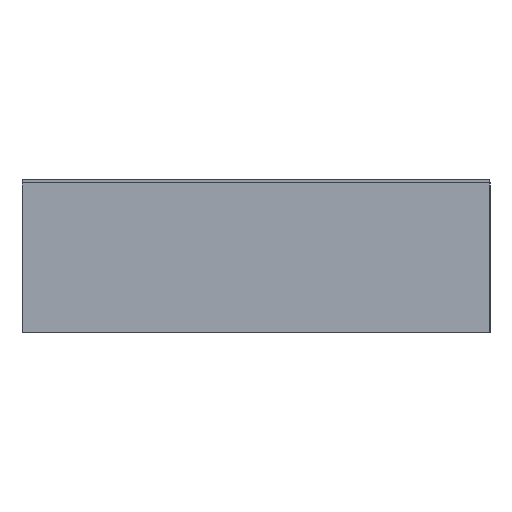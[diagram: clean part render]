
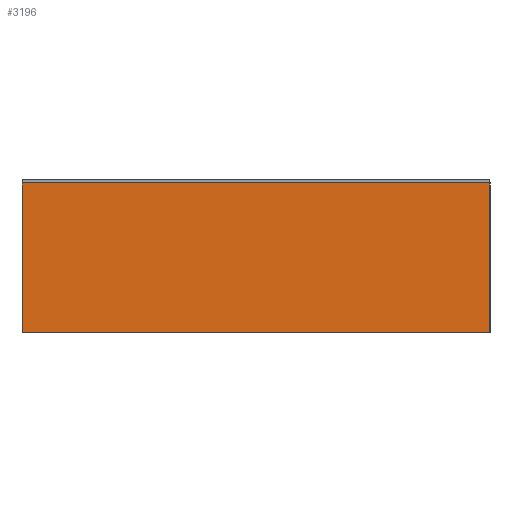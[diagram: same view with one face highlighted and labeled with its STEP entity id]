
A CAD part, left-side view. The second image highlights one B-rep face of the part: STEP entity #3196.
In plain terms, the highlighted face is planar.
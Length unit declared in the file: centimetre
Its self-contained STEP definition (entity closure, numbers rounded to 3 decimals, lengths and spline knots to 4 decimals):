
#76 = CARTESIAN_POINT ( 'NONE',  ( 0.1, 0., -0.0625 ) ) ;
#193 = FACE_OUTER_BOUND ( 'NONE', #2772, .T. ) ;
#274 = LINE ( 'NONE', #1899, #3897 ) ;
#757 = ORIENTED_EDGE ( 'NONE', *, *, #4321, .T. ) ;
#792 = DIRECTION ( 'NONE',  ( 0., 0., -1. ) ) ;
#841 = VECTOR ( 'NONE', #5176, 100. ) ;
#1193 = ORIENTED_EDGE ( 'NONE', *, *, #5428, .T. ) ;
#1877 = DIRECTION ( 'NONE',  ( 0., -1., 0. ) ) ;
#1899 = CARTESIAN_POINT ( 'NONE',  ( 0.1, -0.02, -0.0625 ) ) ;
#2656 = CARTESIAN_POINT ( 'NONE',  ( 0.1, 0.02, -0.0625 ) ) ;
#2772 = EDGE_LOOP ( 'NONE', ( #3612, #1193, #3966, #757 ) ) ;
#3196 = ADVANCED_FACE ( 'NONE', ( #193 ), #3637, .T. ) ;
#3275 = CARTESIAN_POINT ( 'NONE',  ( 0.1, 0.02, -0.0625 ) ) ;
#3612 = ORIENTED_EDGE ( 'NONE', *, *, #7967, .T. ) ;
#3637 = PLANE ( 'NONE',  #4311 ) ;
#3897 = VECTOR ( 'NONE', #7146, 100. ) ;
#3966 = ORIENTED_EDGE ( 'NONE', *, *, #9249, .T. ) ;
#4311 = AXIS2_PLACEMENT_3D ( 'NONE', #76, #5127, #792 ) ;
#4321 = EDGE_CURVE ( 'NONE', #8834, #5100, #5203, .T. ) ;
#4726 = CARTESIAN_POINT ( 'NONE',  ( 0.1, 0., 0.0625 ) ) ;
#4823 = DIRECTION ( 'NONE',  ( 0., 0., 1. ) ) ;
#4824 = VECTOR ( 'NONE', #1877, 100. ) ;
#4919 = LINE ( 'NONE', #5923, #841 ) ;
#5100 = VERTEX_POINT ( 'NONE', #6677 ) ;
#5127 = DIRECTION ( 'NONE',  ( 1., 0., 0. ) ) ;
#5176 = DIRECTION ( 'NONE',  ( 0., 1., 0. ) ) ;
#5203 = LINE ( 'NONE', #2656, #8790 ) ;
#5428 = EDGE_CURVE ( 'NONE', #7588, #6876, #274, .T. ) ;
#5923 = CARTESIAN_POINT ( 'NONE',  ( 0.1, 0., -0.0625 ) ) ;
#6677 = CARTESIAN_POINT ( 'NONE',  ( 0.1, 0.02, 0.0625 ) ) ;
#6734 = LINE ( 'NONE', #4726, #4824 ) ;
#6876 = VERTEX_POINT ( 'NONE', #8101 ) ;
#7146 = DIRECTION ( 'NONE',  ( 0., 0., -1. ) ) ;
#7588 = VERTEX_POINT ( 'NONE', #9137 ) ;
#7967 = EDGE_CURVE ( 'NONE', #5100, #7588, #6734, .T. ) ;
#8101 = CARTESIAN_POINT ( 'NONE',  ( 0.1, -0.02, -0.0625 ) ) ;
#8790 = VECTOR ( 'NONE', #4823, 100. ) ;
#8834 = VERTEX_POINT ( 'NONE', #3275 ) ;
#9137 = CARTESIAN_POINT ( 'NONE',  ( 0.1, -0.02, 0.0625 ) ) ;
#9249 = EDGE_CURVE ( 'NONE', #6876, #8834, #4919, .T. ) ;
